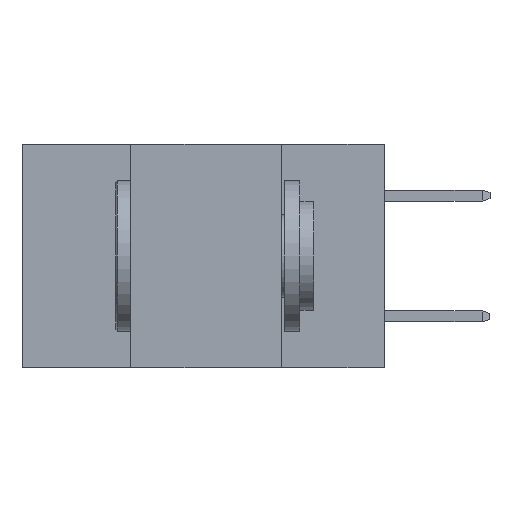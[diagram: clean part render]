
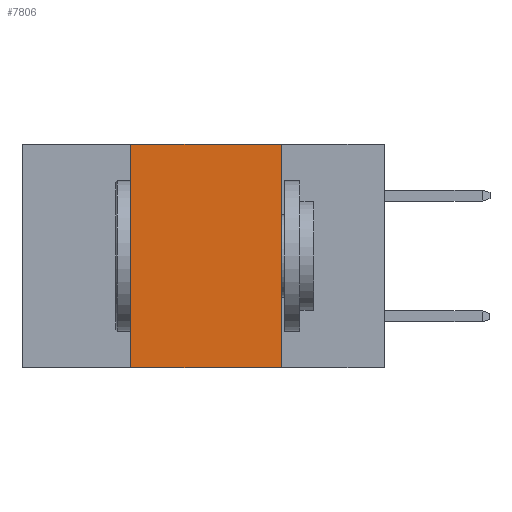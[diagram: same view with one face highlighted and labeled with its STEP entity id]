
A CAD part, left-side view. The second image highlights one B-rep face of the part: STEP entity #7806.
In plain terms, the highlighted planar face has unit normal (-1, 0, 0).
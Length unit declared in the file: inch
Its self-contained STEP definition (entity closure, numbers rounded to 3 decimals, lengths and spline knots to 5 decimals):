
#236 = CARTESIAN_POINT ( 'NONE',  ( 0., 0.42, 0. ) ) ;
#279 = CARTESIAN_POINT ( 'NONE',  ( 0., 0.42, 0. ) ) ;
#885 = CARTESIAN_POINT ( 'NONE',  ( 0., 0.17, 0. ) ) ;
#1484 = EDGE_LOOP ( 'NONE', ( #9646, #13484, #14781, #7366 ) ) ;
#1994 = CARTESIAN_POINT ( 'NONE',  ( 0., 0.6, 0. ) ) ;
#2278 = CARTESIAN_POINT ( 'NONE',  ( 0., 0.17, 0. ) ) ;
#2378 = AXIS2_PLACEMENT_3D ( 'NONE', #17897, #17864, #16733 ) ;
#3393 = LINE ( 'NONE', #236, #17732 ) ;
#4448 = CARTESIAN_POINT ( 'NONE',  ( 0., 0.6, -0.37 ) ) ;
#4812 = DIRECTION ( 'NONE',  ( 0., -1., 0. ) ) ;
#7366 = ORIENTED_EDGE ( 'NONE', *, *, #9679, .T. ) ;
#7735 = PLANE ( 'NONE',  #2378 ) ;
#7806 = ADVANCED_FACE ( 'NONE', ( #9996 ), #7735, .F. ) ;
#8393 = VECTOR ( 'NONE', #15972, 39.37008 ) ;
#8546 = EDGE_CURVE ( 'NONE', #14226, #9403, #10062, .T. ) ;
#9403 = VERTEX_POINT ( 'NONE', #885 ) ;
#9585 = VECTOR ( 'NONE', #4812, 39.37008 ) ;
#9646 = ORIENTED_EDGE ( 'NONE', *, *, #14480, .F. ) ;
#9679 = EDGE_CURVE ( 'NONE', #16423, #11242, #11831, .T. ) ;
#9996 = FACE_OUTER_BOUND ( 'NONE', #1484, .T. ) ;
#10062 = LINE ( 'NONE', #1994, #9585 ) ;
#10987 = CARTESIAN_POINT ( 'NONE',  ( 0., 0.17, -0.37 ) ) ;
#11242 = VERTEX_POINT ( 'NONE', #10987 ) ;
#11831 = LINE ( 'NONE', #4448, #8393 ) ;
#12046 = DIRECTION ( 'NONE',  ( 0., 0., 1. ) ) ;
#13484 = ORIENTED_EDGE ( 'NONE', *, *, #8546, .F. ) ;
#13548 = EDGE_CURVE ( 'NONE', #16423, #14226, #3393, .T. ) ;
#13663 = LINE ( 'NONE', #2278, #16446 ) ;
#13999 = DIRECTION ( 'NONE',  ( 0., 0., -1. ) ) ;
#14226 = VERTEX_POINT ( 'NONE', #279 ) ;
#14318 = CARTESIAN_POINT ( 'NONE',  ( 0., 0.42, -0.37 ) ) ;
#14480 = EDGE_CURVE ( 'NONE', #9403, #11242, #13663, .T. ) ;
#14781 = ORIENTED_EDGE ( 'NONE', *, *, #13548, .F. ) ;
#15972 = DIRECTION ( 'NONE',  ( 0., -1., 0. ) ) ;
#16423 = VERTEX_POINT ( 'NONE', #14318 ) ;
#16446 = VECTOR ( 'NONE', #13999, 39.37008 ) ;
#16733 = DIRECTION ( 'NONE',  ( 0., 0., -1. ) ) ;
#17732 = VECTOR ( 'NONE', #12046, 39.37008 ) ;
#17864 = DIRECTION ( 'NONE',  ( 1., 0., 0. ) ) ;
#17897 = CARTESIAN_POINT ( 'NONE',  ( 0., 0.6, 0. ) ) ;
